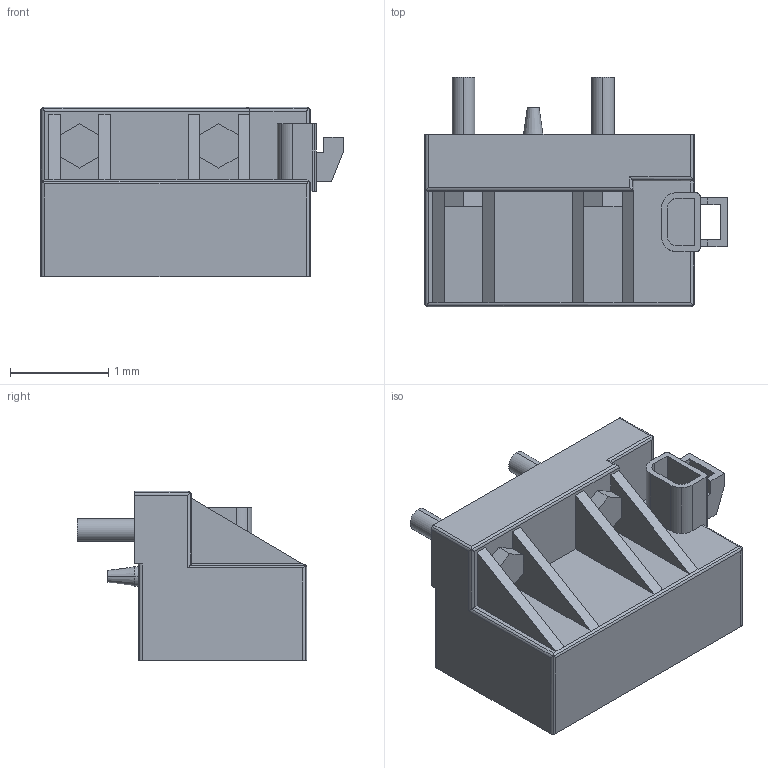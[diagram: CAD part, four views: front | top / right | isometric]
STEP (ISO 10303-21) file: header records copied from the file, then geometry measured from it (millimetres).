
FILE_DESCRIPTION((''),'2;1');
FILE_NAME('gyrochip.stp','2002-01-13T09:08:13',('Administrator'),(''),'Autodesk Inventor (tm) 3.0','Autodesk Inventor (tm) 3.0','');
FILE_SCHEMA(('CONFIG_CONTROL_DESIGN'));
Length unit declared in the file: millimetre
Products named in the file (3): gyrochip; GyroChip1; GyroChip2
Assembly tree (3 placements, depth 2):
  gyrochip
    GyroChip1
    GyroChip2  x2
Bounding box: 3.08 x 2.34 x 1.73 mm (x, y, z)
Volume: 6.1 mm3; surface area: 32.4 mm2
Topology: 3 solids, 3 shells, 133 faces, 331 edges, 210 vertices
Faces by surface type: plane 75, cylinder 56, cone 2
Entity records: 3955 total; most frequent: DIRECTION 637, CARTESIAN_POINT 616, ORIENTED_EDGE 602, EDGE_CURVE 301, VECTOR 215, LINE 215, AXIS2_PLACEMENT_3D 211, VERTEX_POINT 190
